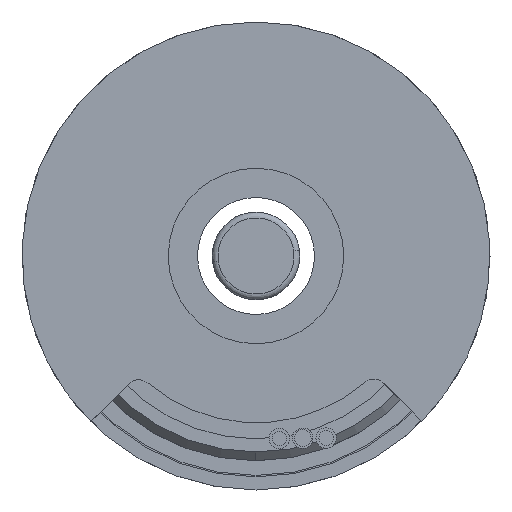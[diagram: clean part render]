
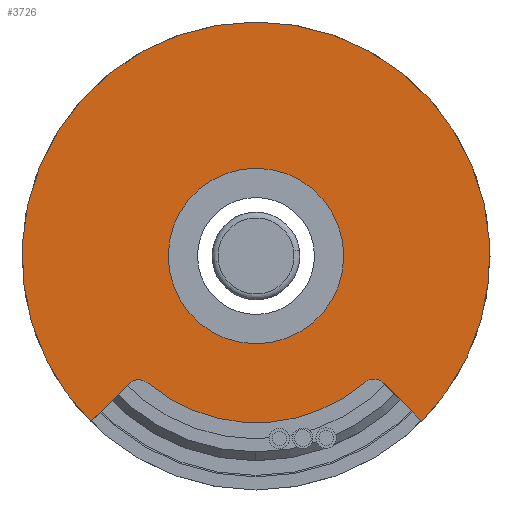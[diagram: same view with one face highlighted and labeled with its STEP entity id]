
A CAD part, front view. The second image highlights one B-rep face of the part: STEP entity #3726.
In plain terms, the highlighted planar face has unit normal (0, -1, 0).
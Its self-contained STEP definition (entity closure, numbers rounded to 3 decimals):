
#52 = DIRECTION ( 'NONE',  ( 0., -1., 0. ) ) ;
#58 = DIRECTION ( 'NONE',  ( 0., 0., -1. ) ) ;
#77 = CIRCLE ( 'NONE', #4053, 5.7 ) ;
#90 = DIRECTION ( 'NONE',  ( 0., 0., 1. ) ) ;
#127 = CIRCLE ( 'NONE', #2317, 3. ) ;
#129 = ORIENTED_EDGE ( 'NONE', *, *, #1318, .F. ) ;
#154 = VERTEX_POINT ( 'NONE', #4079 ) ;
#220 = CIRCLE ( 'NONE', #2102, 0.5 ) ;
#221 = ORIENTED_EDGE ( 'NONE', *, *, #3335, .F. ) ;
#234 = CARTESIAN_POINT ( 'NONE',  ( 4.37, 0., 4.37 ) ) ;
#245 = EDGE_CURVE ( 'NONE', #883, #303, #220, .T. ) ;
#267 = DIRECTION ( 'NONE',  ( 0., -1., 0. ) ) ;
#303 = VERTEX_POINT ( 'NONE', #2743 ) ;
#316 = EDGE_CURVE ( 'NONE', #3873, #2723, #2580, .T. ) ;
#492 = DIRECTION ( 'NONE',  ( 0.707, 0., 0.707 ) ) ;
#560 = CARTESIAN_POINT ( 'NONE',  ( -3.692, 0., 4.342 ) ) ;
#606 = DIRECTION ( 'NONE',  ( 0., -1., 0. ) ) ;
#697 = CARTESIAN_POINT ( 'NONE',  ( 3.692, 0., 4.342 ) ) ;
#825 = ORIENTED_EDGE ( 'NONE', *, *, #3026, .T. ) ;
#854 = CARTESIAN_POINT ( 'NONE',  ( 4.016, 0., 4.723 ) ) ;
#877 = VERTEX_POINT ( 'NONE', #3863 ) ;
#883 = VERTEX_POINT ( 'NONE', #3517 ) ;
#905 = CARTESIAN_POINT ( 'NONE',  ( 0., 0., -8. ) ) ;
#910 = ORIENTED_EDGE ( 'NONE', *, *, #1524, .F. ) ;
#969 = CARTESIAN_POINT ( 'NONE',  ( 0., 0., 0. ) ) ;
#979 = EDGE_LOOP ( 'NONE', ( #2041, #221 ) ) ;
#997 = CIRCLE ( 'NONE', #1019, 0.5 ) ;
#1019 = AXIS2_PLACEMENT_3D ( 'NONE', #4068, #2093, #90 ) ;
#1171 = FACE_OUTER_BOUND ( 'NONE', #3523, .T. ) ;
#1195 = DIRECTION ( 'NONE',  ( 0., 0., -1. ) ) ;
#1275 = CARTESIAN_POINT ( 'NONE',  ( 0., 0., -3. ) ) ;
#1279 = FACE_BOUND ( 'NONE', #979, .T. ) ;
#1313 = DIRECTION ( 'NONE',  ( 0., 0., -1. ) ) ;
#1315 = CARTESIAN_POINT ( 'NONE',  ( -4.37, 0., 4.37 ) ) ;
#1318 = EDGE_CURVE ( 'NONE', #154, #1710, #2095, .T. ) ;
#1322 = DIRECTION ( 'NONE',  ( 0., -1., 0. ) ) ;
#1354 = ORIENTED_EDGE ( 'NONE', *, *, #1391, .F. ) ;
#1355 = ORIENTED_EDGE ( 'NONE', *, *, #3752, .F. ) ;
#1391 = EDGE_CURVE ( 'NONE', #303, #3559, #997, .T. ) ;
#1524 = EDGE_CURVE ( 'NONE', #1710, #877, #3119, .T. ) ;
#1634 = AXIS2_PLACEMENT_3D ( 'NONE', #969, #3295, #1313 ) ;
#1708 = DIRECTION ( 'NONE',  ( 0., 0., -1. ) ) ;
#1710 = VERTEX_POINT ( 'NONE', #234 ) ;
#1727 = CARTESIAN_POINT ( 'NONE',  ( 0., 0., 0. ) ) ;
#1736 = VERTEX_POINT ( 'NONE', #3902 ) ;
#1781 = ORIENTED_EDGE ( 'NONE', *, *, #3435, .F. ) ;
#1795 = CARTESIAN_POINT ( 'NONE',  ( 0., 0., 0. ) ) ;
#1832 = EDGE_CURVE ( 'NONE', #3873, #883, #2264, .T. ) ;
#1846 = CIRCLE ( 'NONE', #3332, 3. ) ;
#1905 = AXIS2_PLACEMENT_3D ( 'NONE', #854, #3179, #1195 ) ;
#1943 = DIRECTION ( 'NONE',  ( 0., 0., 1. ) ) ;
#2027 = CARTESIAN_POINT ( 'NONE',  ( -4.016, 0., 4.723 ) ) ;
#2041 = ORIENTED_EDGE ( 'NONE', *, *, #3047, .F. ) ;
#2051 = CARTESIAN_POINT ( 'NONE',  ( 4.016, 0., 4.723 ) ) ;
#2053 = DIRECTION ( 'NONE',  ( 0., 1., 0. ) ) ;
#2086 = VERTEX_POINT ( 'NONE', #1275 ) ;
#2093 = DIRECTION ( 'NONE',  ( 0., -1., 0. ) ) ;
#2095 = CIRCLE ( 'NONE', #3535, 0.5 ) ;
#2102 = AXIS2_PLACEMENT_3D ( 'NONE', #2027, #606, #1943 ) ;
#2136 = DIRECTION ( 'NONE',  ( 0., 0., -1. ) ) ;
#2236 = VERTEX_POINT ( 'NONE', #697 ) ;
#2264 = LINE ( 'NONE', #1315, #4125 ) ;
#2317 = AXIS2_PLACEMENT_3D ( 'NONE', #3310, #1322, #3641 ) ;
#2393 = DIRECTION ( 'NONE',  ( 0., 0., -1. ) ) ;
#2501 = CARTESIAN_POINT ( 'NONE',  ( 4.37, 0., 4.37 ) ) ;
#2545 = AXIS2_PLACEMENT_3D ( 'NONE', #1727, #267, #2615 ) ;
#2580 = CIRCLE ( 'NONE', #2545, 8. ) ;
#2615 = DIRECTION ( 'NONE',  ( 0., 0., -1. ) ) ;
#2702 = CARTESIAN_POINT ( 'NONE',  ( 3., 0., 0. ) ) ;
#2723 = VERTEX_POINT ( 'NONE', #905 ) ;
#2743 = CARTESIAN_POINT ( 'NONE',  ( -4.016, 0., 4.223 ) ) ;
#2791 = CIRCLE ( 'NONE', #1634, 8. ) ;
#2909 = ORIENTED_EDGE ( 'NONE', *, *, #1832, .F. ) ;
#3020 = PLANE ( 'NONE',  #3825 ) ;
#3022 = VECTOR ( 'NONE', #492, 1000. ) ;
#3026 = EDGE_CURVE ( 'NONE', #2723, #877, #2791, .T. ) ;
#3047 = EDGE_CURVE ( 'NONE', #2086, #1736, #127, .T. ) ;
#3084 = CARTESIAN_POINT ( 'NONE',  ( -5.657, 0., 5.657 ) ) ;
#3101 = ORIENTED_EDGE ( 'NONE', *, *, #245, .F. ) ;
#3119 = LINE ( 'NONE', #2501, #3022 ) ;
#3179 = DIRECTION ( 'NONE',  ( 0., -1., 0. ) ) ;
#3189 = CIRCLE ( 'NONE', #1905, 0.5 ) ;
#3295 = DIRECTION ( 'NONE',  ( 0., -1., 0. ) ) ;
#3297 = DIRECTION ( 'NONE',  ( 0.707, 0., -0.707 ) ) ;
#3310 = CARTESIAN_POINT ( 'NONE',  ( 0., 0., 0. ) ) ;
#3332 = AXIS2_PLACEMENT_3D ( 'NONE', #1795, #4118, #2136 ) ;
#3335 = EDGE_CURVE ( 'NONE', #1736, #2086, #1846, .T. ) ;
#3435 = EDGE_CURVE ( 'NONE', #2236, #154, #3189, .T. ) ;
#3517 = CARTESIAN_POINT ( 'NONE',  ( -4.37, 0., 4.37 ) ) ;
#3523 = EDGE_LOOP ( 'NONE', ( #910, #129, #1781, #1355, #1354, #3101, #2909, #3579, #825 ) ) ;
#3535 = AXIS2_PLACEMENT_3D ( 'NONE', #2051, #52, #2393 ) ;
#3559 = VERTEX_POINT ( 'NONE', #560 ) ;
#3579 = ORIENTED_EDGE ( 'NONE', *, *, #316, .T. ) ;
#3641 = DIRECTION ( 'NONE',  ( 0., 0., -1. ) ) ;
#3683 = DIRECTION ( 'NONE',  ( 0., -1., 0. ) ) ;
#3726 = ADVANCED_FACE ( 'NONE', ( #1171, #1279 ), #3020, .T. ) ;
#3752 = EDGE_CURVE ( 'NONE', #3559, #2236, #77, .T. ) ;
#3825 = AXIS2_PLACEMENT_3D ( 'NONE', #2702, #3683, #1708 ) ;
#3863 = CARTESIAN_POINT ( 'NONE',  ( 5.657, 0., 5.657 ) ) ;
#3873 = VERTEX_POINT ( 'NONE', #3084 ) ;
#3902 = CARTESIAN_POINT ( 'NONE',  ( 0., 0., 3. ) ) ;
#4033 = CARTESIAN_POINT ( 'NONE',  ( 0., 0., 0. ) ) ;
#4053 = AXIS2_PLACEMENT_3D ( 'NONE', #4033, #2053, #58 ) ;
#4068 = CARTESIAN_POINT ( 'NONE',  ( -4.016, 0., 4.723 ) ) ;
#4079 = CARTESIAN_POINT ( 'NONE',  ( 4.016, 0., 4.223 ) ) ;
#4118 = DIRECTION ( 'NONE',  ( 0., -1., 0. ) ) ;
#4125 = VECTOR ( 'NONE', #3297, 1000. ) ;
